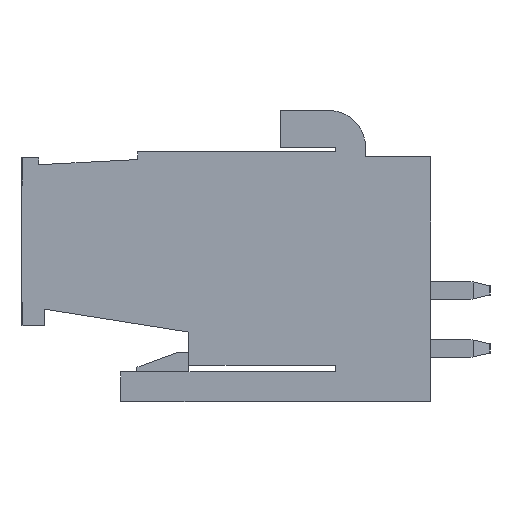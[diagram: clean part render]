
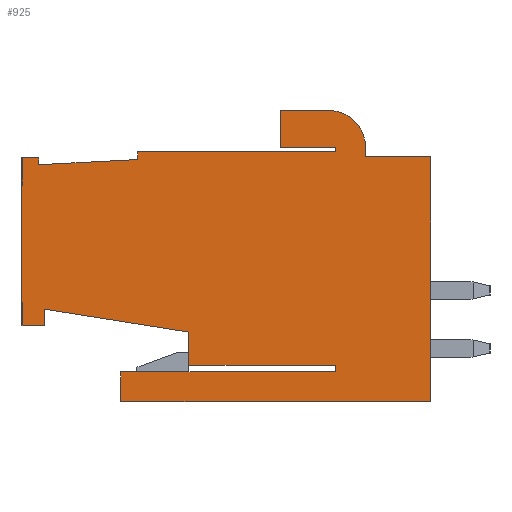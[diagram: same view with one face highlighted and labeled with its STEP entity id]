
A CAD part, left-side view. The second image highlights one B-rep face of the part: STEP entity #925.
In plain terms, the highlighted planar face has unit normal (-1, 0, 0).
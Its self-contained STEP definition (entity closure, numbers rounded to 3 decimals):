
#453=AXIS2_PLACEMENT_3D('Circle Axis2P3D',#451,#452,$) ;
#823=AXIS2_PLACEMENT_3D('Plane Axis2P3D',#820,#821,#822) ;
#40=CARTESIAN_POINT('Vertex',(-14.615,0.,13.2)) ;
#45=CARTESIAN_POINT('Line Origine',(-14.615,-1.755,13.2)) ;
#49=CARTESIAN_POINT('Vertex',(-14.615,-3.51,13.2)) ;
#136=CARTESIAN_POINT('Vertex',(-14.615,0.,13.7)) ;
#139=CARTESIAN_POINT('Line Origine',(-14.615,0.,13.45)) ;
#448=CARTESIAN_POINT('Vertex',(-14.615,2.,15.7)) ;
#451=CARTESIAN_POINT('Axis2P3D Location',(-14.615,2.,13.7)) ;
#479=CARTESIAN_POINT('Vertex',(-14.615,4.6,15.7)) ;
#482=CARTESIAN_POINT('Line Origine',(-14.615,3.3,15.7)) ;
#510=CARTESIAN_POINT('Vertex',(-14.615,4.6,13.7)) ;
#513=CARTESIAN_POINT('Line Origine',(-14.615,4.6,14.7)) ;
#541=CARTESIAN_POINT('Vertex',(-14.615,1.63,13.7)) ;
#544=CARTESIAN_POINT('Line Origine',(-14.615,3.115,13.7)) ;
#574=CARTESIAN_POINT('Vertex',(-14.615,1.63,1.6)) ;
#577=CARTESIAN_POINT('Line Origine',(-14.615,1.63,1.773)) ;
#581=CARTESIAN_POINT('Vertex',(-14.615,1.63,1.947)) ;
#596=CARTESIAN_POINT('Line Origine',(-14.615,1.63,13.588)) ;
#600=CARTESIAN_POINT('Vertex',(-14.615,1.63,13.477)) ;
#638=CARTESIAN_POINT('Vertex',(-14.615,13.2,1.6)) ;
#641=CARTESIAN_POINT('Line Origine',(-14.615,7.415,1.6)) ;
#703=CARTESIAN_POINT('Vertex',(-14.615,13.2,0.)) ;
#706=CARTESIAN_POINT('Line Origine',(-14.615,13.2,0.8)) ;
#727=CARTESIAN_POINT('Vertex',(-14.615,-3.51,0.)) ;
#732=CARTESIAN_POINT('Line Origine',(-14.615,4.845,0.)) ;
#786=CARTESIAN_POINT('Line Origine',(-14.615,-3.51,6.6)) ;
#820=CARTESIAN_POINT('Axis2P3D Location',(-14.615,0.,0.)) ;
#825=CARTESIAN_POINT('Line Origine',(-14.615,6.965,13.477)) ;
#829=CARTESIAN_POINT('Vertex',(-14.615,12.3,13.477)) ;
#832=CARTESIAN_POINT('Line Origine',(-14.615,12.3,13.264)) ;
#836=CARTESIAN_POINT('Vertex',(-14.615,12.3,13.052)) ;
#839=CARTESIAN_POINT('Line Origine',(-14.615,14.965,12.912)) ;
#843=CARTESIAN_POINT('Vertex',(-14.615,17.63,12.772)) ;
#846=CARTESIAN_POINT('Line Origine',(-14.615,17.63,12.96)) ;
#850=CARTESIAN_POINT('Vertex',(-14.615,17.63,13.147)) ;
#853=CARTESIAN_POINT('Line Origine',(-14.615,18.08,13.147)) ;
#857=CARTESIAN_POINT('Vertex',(-14.615,18.53,13.147)) ;
#860=CARTESIAN_POINT('Line Origine',(-14.615,18.53,8.612)) ;
#864=CARTESIAN_POINT('Vertex',(-14.615,18.53,4.077)) ;
#867=CARTESIAN_POINT('Line Origine',(-14.615,17.93,4.077)) ;
#871=CARTESIAN_POINT('Vertex',(-14.615,17.33,4.077)) ;
#874=CARTESIAN_POINT('Line Origine',(-14.615,17.33,4.529)) ;
#878=CARTESIAN_POINT('Vertex',(-14.615,17.33,4.982)) ;
#881=CARTESIAN_POINT('Line Origine',(-14.615,13.43,4.364)) ;
#885=CARTESIAN_POINT('Vertex',(-14.615,9.53,3.747)) ;
#888=CARTESIAN_POINT('Line Origine',(-14.615,9.53,2.847)) ;
#892=CARTESIAN_POINT('Vertex',(-14.615,9.53,1.947)) ;
#895=CARTESIAN_POINT('Line Origine',(-14.615,5.58,1.947)) ;
#46=DIRECTION('Vector Direction',(0.,-1.,0.)) ;
#140=DIRECTION('Vector Direction',(0.,0.,-1.)) ;
#452=DIRECTION('Axis2P3D Direction',(-1.,0.,0.)) ;
#483=DIRECTION('Vector Direction',(0.,-1.,0.)) ;
#514=DIRECTION('Vector Direction',(0.,0.,1.)) ;
#545=DIRECTION('Vector Direction',(0.,1.,0.)) ;
#578=DIRECTION('Vector Direction',(0.,0.,1.)) ;
#597=DIRECTION('Vector Direction',(0.,0.,1.)) ;
#642=DIRECTION('Vector Direction',(0.,-1.,0.)) ;
#707=DIRECTION('Vector Direction',(0.,0.,1.)) ;
#733=DIRECTION('Vector Direction',(0.,1.,0.)) ;
#787=DIRECTION('Vector Direction',(0.,0.,-1.)) ;
#821=DIRECTION('Axis2P3D Direction',(-1.,0.,0.)) ;
#822=DIRECTION('Axis2P3D XDirection',(0.,-1.,0.)) ;
#826=DIRECTION('Vector Direction',(0.,-1.,0.)) ;
#833=DIRECTION('Vector Direction',(0.,0.,-1.)) ;
#840=DIRECTION('Vector Direction',(0.,0.999,-0.052)) ;
#847=DIRECTION('Vector Direction',(0.,0.,-1.)) ;
#854=DIRECTION('Vector Direction',(0.,-1.,0.)) ;
#861=DIRECTION('Vector Direction',(0.,0.,1.)) ;
#868=DIRECTION('Vector Direction',(0.,1.,0.)) ;
#875=DIRECTION('Vector Direction',(0.,0.,-1.)) ;
#882=DIRECTION('Vector Direction',(0.,0.988,0.156)) ;
#889=DIRECTION('Vector Direction',(0.,0.,1.)) ;
#896=DIRECTION('Vector Direction',(0.,-1.,0.)) ;
#47=VECTOR('Line Direction',#46,1.) ;
#141=VECTOR('Line Direction',#140,1.) ;
#484=VECTOR('Line Direction',#483,1.) ;
#515=VECTOR('Line Direction',#514,1.) ;
#546=VECTOR('Line Direction',#545,1.) ;
#579=VECTOR('Line Direction',#578,1.) ;
#598=VECTOR('Line Direction',#597,1.) ;
#643=VECTOR('Line Direction',#642,1.) ;
#708=VECTOR('Line Direction',#707,1.) ;
#734=VECTOR('Line Direction',#733,1.) ;
#788=VECTOR('Line Direction',#787,1.) ;
#827=VECTOR('Line Direction',#826,1.) ;
#834=VECTOR('Line Direction',#833,1.) ;
#841=VECTOR('Line Direction',#840,1.) ;
#848=VECTOR('Line Direction',#847,1.) ;
#855=VECTOR('Line Direction',#854,1.) ;
#862=VECTOR('Line Direction',#861,1.) ;
#869=VECTOR('Line Direction',#868,1.) ;
#876=VECTOR('Line Direction',#875,1.) ;
#883=VECTOR('Line Direction',#882,1.) ;
#890=VECTOR('Line Direction',#889,1.) ;
#897=VECTOR('Line Direction',#896,1.) ;
#901=ORIENTED_EDGE('',*,*,#51,.T.) ;
#902=ORIENTED_EDGE('',*,*,#143,.T.) ;
#903=ORIENTED_EDGE('',*,*,#455,.T.) ;
#904=ORIENTED_EDGE('',*,*,#486,.T.) ;
#905=ORIENTED_EDGE('',*,*,#517,.T.) ;
#906=ORIENTED_EDGE('',*,*,#548,.T.) ;
#907=ORIENTED_EDGE('',*,*,#602,.T.) ;
#908=ORIENTED_EDGE('',*,*,#831,.F.) ;
#909=ORIENTED_EDGE('',*,*,#838,.F.) ;
#910=ORIENTED_EDGE('',*,*,#845,.F.) ;
#911=ORIENTED_EDGE('',*,*,#852,.F.) ;
#912=ORIENTED_EDGE('',*,*,#859,.F.) ;
#913=ORIENTED_EDGE('',*,*,#866,.F.) ;
#914=ORIENTED_EDGE('',*,*,#873,.F.) ;
#915=ORIENTED_EDGE('',*,*,#880,.F.) ;
#916=ORIENTED_EDGE('',*,*,#887,.F.) ;
#917=ORIENTED_EDGE('',*,*,#894,.F.) ;
#918=ORIENTED_EDGE('',*,*,#899,.F.) ;
#919=ORIENTED_EDGE('',*,*,#583,.T.) ;
#920=ORIENTED_EDGE('',*,*,#645,.T.) ;
#921=ORIENTED_EDGE('',*,*,#710,.T.) ;
#922=ORIENTED_EDGE('',*,*,#736,.T.) ;
#923=ORIENTED_EDGE('',*,*,#790,.T.) ;
#925=ADVANCED_FACE('PartBody',(#924),#824,.T.) ;
#454=CIRCLE('generated circle',#453,2.) ;
#51=EDGE_CURVE('',#50,#41,#48,.F.) ;
#143=EDGE_CURVE('',#41,#137,#142,.F.) ;
#455=EDGE_CURVE('',#137,#449,#454,.T.) ;
#486=EDGE_CURVE('',#449,#480,#485,.F.) ;
#517=EDGE_CURVE('',#480,#511,#516,.F.) ;
#548=EDGE_CURVE('',#511,#542,#547,.F.) ;
#583=EDGE_CURVE('',#582,#575,#580,.F.) ;
#602=EDGE_CURVE('',#542,#601,#599,.F.) ;
#645=EDGE_CURVE('',#575,#639,#644,.F.) ;
#710=EDGE_CURVE('',#639,#704,#709,.F.) ;
#736=EDGE_CURVE('',#704,#728,#735,.F.) ;
#790=EDGE_CURVE('',#728,#50,#789,.F.) ;
#831=EDGE_CURVE('',#830,#601,#828,.T.) ;
#838=EDGE_CURVE('',#837,#830,#835,.F.) ;
#845=EDGE_CURVE('',#844,#837,#842,.F.) ;
#852=EDGE_CURVE('',#851,#844,#849,.T.) ;
#859=EDGE_CURVE('',#858,#851,#856,.T.) ;
#866=EDGE_CURVE('',#865,#858,#863,.T.) ;
#873=EDGE_CURVE('',#872,#865,#870,.T.) ;
#880=EDGE_CURVE('',#879,#872,#877,.T.) ;
#887=EDGE_CURVE('',#886,#879,#884,.T.) ;
#894=EDGE_CURVE('',#893,#886,#891,.T.) ;
#899=EDGE_CURVE('',#582,#893,#898,.F.) ;
#900=EDGE_LOOP('',(#901,#902,#903,#904,#905,#906,#907,#908,#909,#910,#911,#912,#913,#914,#915,#916,#917,#918,#919,#920,#921,#922,#923)) ;
#924=FACE_OUTER_BOUND('',#900,.T.) ;
#48=LINE('Line',#45,#47) ;
#142=LINE('Line',#139,#141) ;
#485=LINE('Line',#482,#484) ;
#516=LINE('Line',#513,#515) ;
#547=LINE('Line',#544,#546) ;
#580=LINE('Line',#577,#579) ;
#599=LINE('Line',#596,#598) ;
#644=LINE('Line',#641,#643) ;
#709=LINE('Line',#706,#708) ;
#735=LINE('Line',#732,#734) ;
#789=LINE('Line',#786,#788) ;
#828=LINE('Line',#825,#827) ;
#835=LINE('Line',#832,#834) ;
#842=LINE('Line',#839,#841) ;
#849=LINE('Line',#846,#848) ;
#856=LINE('Line',#853,#855) ;
#863=LINE('Line',#860,#862) ;
#870=LINE('Line',#867,#869) ;
#877=LINE('Line',#874,#876) ;
#884=LINE('Line',#881,#883) ;
#891=LINE('Line',#888,#890) ;
#898=LINE('Line',#895,#897) ;
#824=PLANE('',#823) ;
#41=VERTEX_POINT('',#40) ;
#50=VERTEX_POINT('',#49) ;
#137=VERTEX_POINT('',#136) ;
#449=VERTEX_POINT('',#448) ;
#480=VERTEX_POINT('',#479) ;
#511=VERTEX_POINT('',#510) ;
#542=VERTEX_POINT('',#541) ;
#575=VERTEX_POINT('',#574) ;
#582=VERTEX_POINT('',#581) ;
#601=VERTEX_POINT('',#600) ;
#639=VERTEX_POINT('',#638) ;
#704=VERTEX_POINT('',#703) ;
#728=VERTEX_POINT('',#727) ;
#830=VERTEX_POINT('',#829) ;
#837=VERTEX_POINT('',#836) ;
#844=VERTEX_POINT('',#843) ;
#851=VERTEX_POINT('',#850) ;
#858=VERTEX_POINT('',#857) ;
#865=VERTEX_POINT('',#864) ;
#872=VERTEX_POINT('',#871) ;
#879=VERTEX_POINT('',#878) ;
#886=VERTEX_POINT('',#885) ;
#893=VERTEX_POINT('',#892) ;
